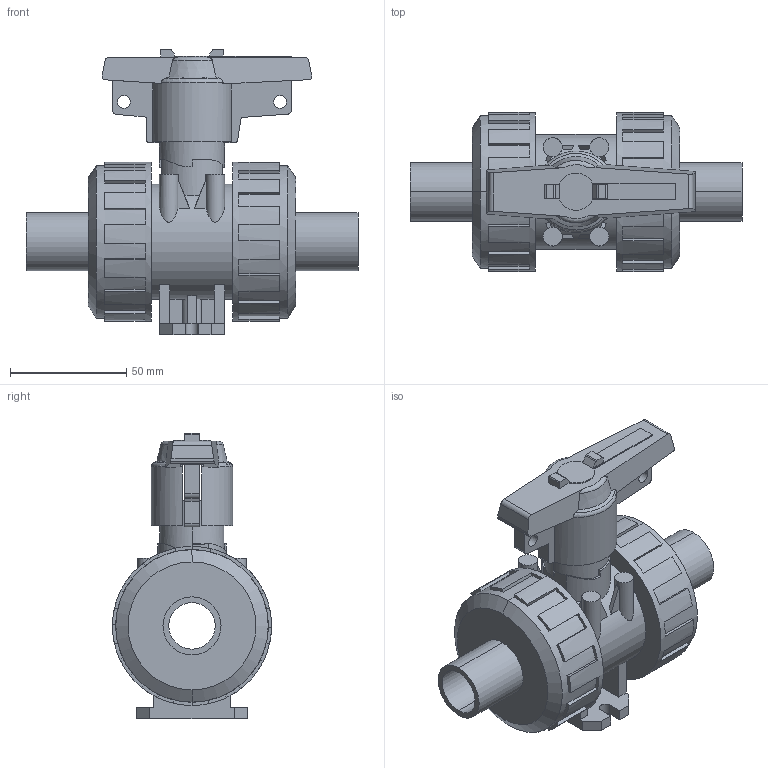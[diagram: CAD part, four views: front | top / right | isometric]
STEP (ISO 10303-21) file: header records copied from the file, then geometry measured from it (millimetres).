
FILE_DESCRIPTION(('STEP AP214'),'1');
FILE_NAME('cctmp_6AD93028-9796-4F45-BAD3-8123A213533C_2018_11_22_14_45_16_23..stp','2018-11-22T13:45:16',('Praher Valves GmbH'),('CADClick - www.CADClick.com'),'Spatial InterOp 3D',' ','unknown authorization');
FILE_SCHEMA(('AUTOMOTIVE_DESIGN'));
Length unit declared in the file: millimetre
Products named in the file (1): 124100
Bounding box: 143 x 68.5 x 123 mm (x, y, z)
Volume: 308294 mm3; surface area: 73205.1 mm2
Topology: 1 solids, 1 shells, 350 faces, 1006 edges, 666 vertices
Faces by surface type: plane 264, cylinder 62, cone 16, torus 8
Entity records: 14937 total; most frequent: CARTESIAN_POINT 2744, ORIENTED_EDGE 2012, DIRECTION 1970, EDGE_CURVE 1006, AXIS2_PLACEMENT_3D 677, VERTEX_POINT 666, LINE 616, VECTOR 616
